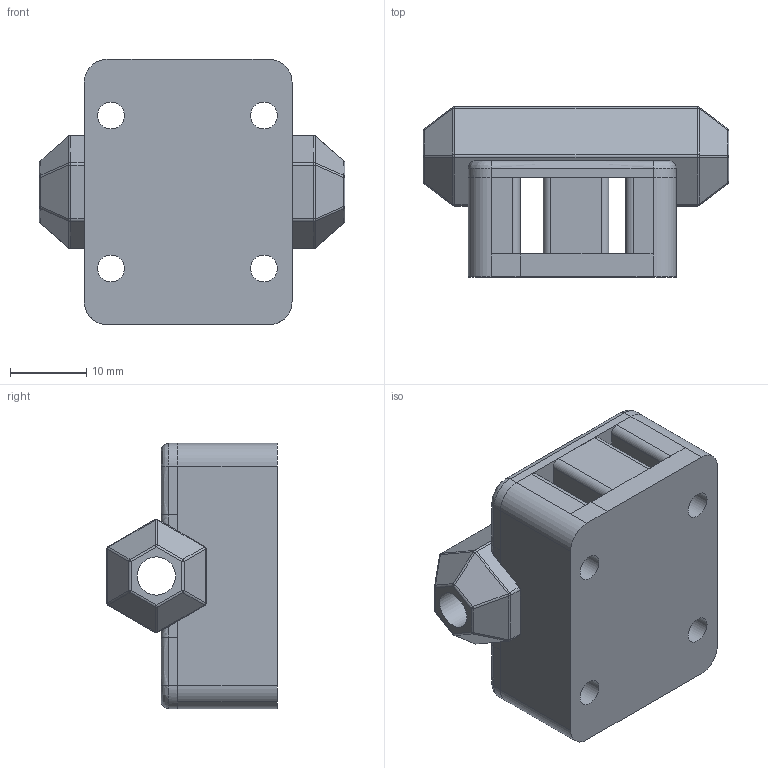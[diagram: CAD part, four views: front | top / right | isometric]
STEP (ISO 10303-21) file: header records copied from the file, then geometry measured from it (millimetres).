
FILE_DESCRIPTION(/* description */ (''),/* implementation_level */ '2;1');
FILE_NAME(/* name */ 'MGN12H_Carriage.step',/* time_stamp */ '2019-01-07T18:24:19+01:00',/* author */ (''),/* organization */ (''),/* preprocessor_version */ 'ST-DEVELOPER v17.2',/* originating_system */ 'Autodesk Translation Framework v7.6.0.251',/* authorisation */ '');
FILE_SCHEMA (('AUTOMOTIVE_DESIGN { 1 0 10303 214 3 1 1 }'));
Length unit declared in the file: millimetre
Products named in the file (3): MGN12H Carriage; Lid4Bolt; Carriage
Assembly tree (2 placements, depth 2):
  MGN12H Carriage
    Lid4Bolt
    Carriage
Bounding box: 40 x 22.3 x 34.7 mm (x, y, z)
Volume: 13474.6 mm3; surface area: 8900.3 mm2
Topology: 2 solids, 2 shells, 182 faces, 424 edges, 248 vertices
Faces by surface type: cylinder 78, plane 65, sphere 24, bspline 15
Full cylindrical faces by diameter (mm): 3.5 x8, 5 x1
Entity records: 5646 total; most frequent: CARTESIAN_POINT 1411, DIRECTION 882, ORIENTED_EDGE 848, EDGE_CURVE 424, AXIS2_PLACEMENT_3D 325, VERTEX_POINT 248, LINE 232, VECTOR 232
